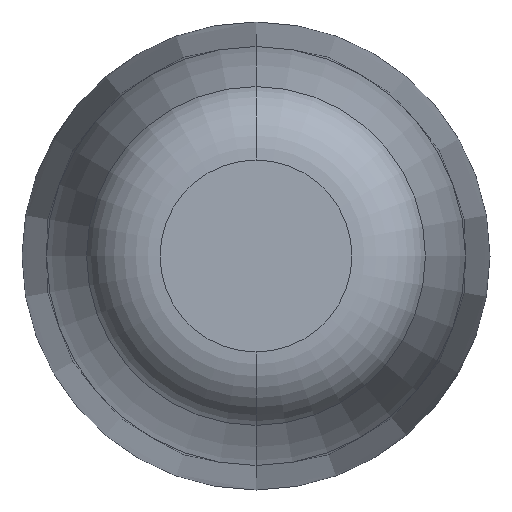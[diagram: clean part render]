
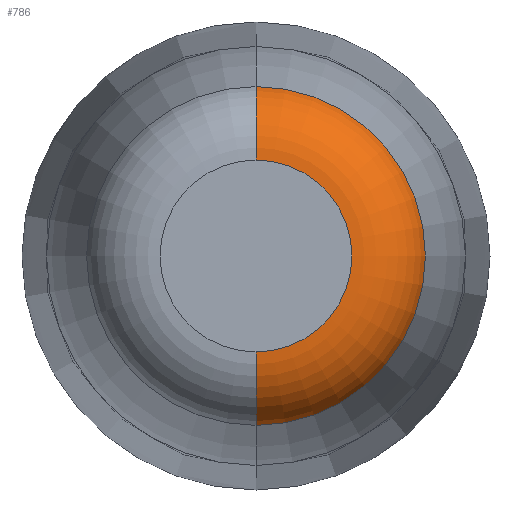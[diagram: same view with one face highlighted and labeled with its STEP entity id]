
A CAD part, front view. The second image highlights one B-rep face of the part: STEP entity #786.
In plain terms, the highlighted toroidal (fillet/blend) face has major radius 2.519 mm and minor radius 2 mm.
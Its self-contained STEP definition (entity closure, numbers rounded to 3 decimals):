
#86 = CARTESIAN_POINT ( 'NONE',  ( 0., 1.467, 4.447 ) ) ;
#110 = FACE_OUTER_BOUND ( 'NONE', #722, .T. ) ;
#136 = ORIENTED_EDGE ( 'NONE', *, *, #170, .F. ) ;
#170 = EDGE_CURVE ( 'NONE', #1169, #805, #1129, .T. ) ;
#199 = ORIENTED_EDGE ( 'NONE', *, *, #1034, .F. ) ;
#234 = TOROIDAL_SURFACE ( 'NONE', #403, 2.52, 2. ) ;
#246 = AXIS2_PLACEMENT_3D ( 'NONE', #747, #362, #452 ) ;
#269 = DIRECTION ( 'NONE',  ( 0., 0., 1. ) ) ;
#294 = DIRECTION ( 'NONE',  ( 0., 0., -1. ) ) ;
#299 = DIRECTION ( 'NONE',  ( 1., 0., 0. ) ) ;
#330 = VERTEX_POINT ( 'NONE', #889 ) ;
#359 = EDGE_CURVE ( 'NONE', #690, #805, #436, .T. ) ;
#362 = DIRECTION ( 'NONE',  ( 0., -1., 0. ) ) ;
#377 = EDGE_CURVE ( 'NONE', #690, #330, #718, .T. ) ;
#403 = AXIS2_PLACEMENT_3D ( 'NONE', #779, #691, #294 ) ;
#436 = CIRCLE ( 'NONE', #1152, 2. ) ;
#452 = DIRECTION ( 'NONE',  ( 0., 0., -1. ) ) ;
#502 = DIRECTION ( 'NONE',  ( 0., 0., 1. ) ) ;
#599 = CARTESIAN_POINT ( 'NONE',  ( 0., 2., -2.52 ) ) ;
#677 = DIRECTION ( 'NONE',  ( 0., 0., -1. ) ) ;
#690 = VERTEX_POINT ( 'NONE', #86 ) ;
#691 = DIRECTION ( 'NONE',  ( 0., -1., 0. ) ) ;
#718 = CIRCLE ( 'NONE', #796, 4.447 ) ;
#722 = EDGE_LOOP ( 'NONE', ( #806, #1174, #136, #199 ) ) ;
#747 = CARTESIAN_POINT ( 'NONE',  ( 0., 0., 0. ) ) ;
#772 = CARTESIAN_POINT ( 'NONE',  ( 0., 2., 2.52 ) ) ;
#779 = CARTESIAN_POINT ( 'NONE',  ( 0., 2., 0. ) ) ;
#786 = ADVANCED_FACE ( 'NONE', ( #110 ), #234, .T. ) ;
#792 = DIRECTION ( 'NONE',  ( -1., 0., 0. ) ) ;
#796 = AXIS2_PLACEMENT_3D ( 'NONE', #1065, #974, #502 ) ;
#805 = VERTEX_POINT ( 'NONE', #869 ) ;
#806 = ORIENTED_EDGE ( 'NONE', *, *, #377, .F. ) ;
#869 = CARTESIAN_POINT ( 'NONE',  ( 0., 0., 2.52 ) ) ;
#889 = CARTESIAN_POINT ( 'NONE',  ( 0., 1.467, -4.447 ) ) ;
#974 = DIRECTION ( 'NONE',  ( 0., 1., 0. ) ) ;
#1034 = EDGE_CURVE ( 'NONE', #330, #1169, #1125, .T. ) ;
#1045 = AXIS2_PLACEMENT_3D ( 'NONE', #599, #792, #269 ) ;
#1065 = CARTESIAN_POINT ( 'NONE',  ( 0., 1.467, 0. ) ) ;
#1125 = CIRCLE ( 'NONE', #1045, 2. ) ;
#1129 = CIRCLE ( 'NONE', #246, 2.52 ) ;
#1132 = CARTESIAN_POINT ( 'NONE',  ( 0., 0., -2.52 ) ) ;
#1152 = AXIS2_PLACEMENT_3D ( 'NONE', #772, #299, #677 ) ;
#1169 = VERTEX_POINT ( 'NONE', #1132 ) ;
#1174 = ORIENTED_EDGE ( 'NONE', *, *, #359, .T. ) ;
